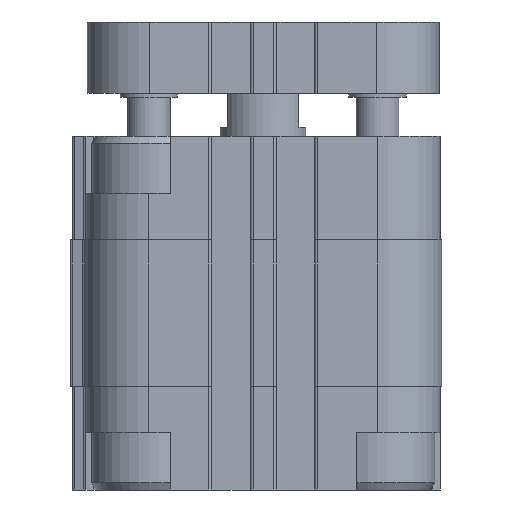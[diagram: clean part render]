
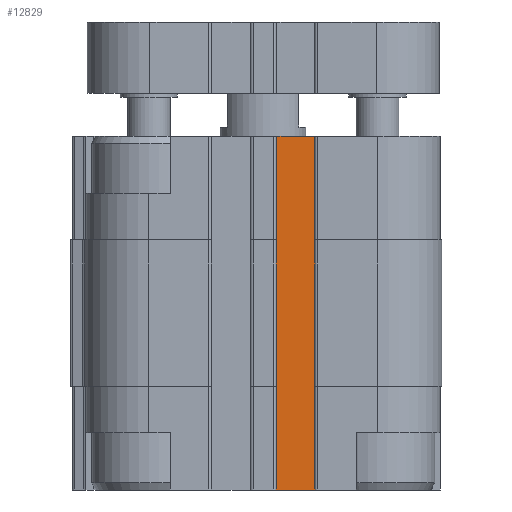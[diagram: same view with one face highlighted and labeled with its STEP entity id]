
A CAD part, left-side view. The second image highlights one B-rep face of the part: STEP entity #12829.
In plain terms, the highlighted face is planar.
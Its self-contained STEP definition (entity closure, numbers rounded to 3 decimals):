
#70=LINE('',#19298,#1250);
#312=LINE('',#20102,#1492);
#313=LINE('',#20104,#1493);
#314=LINE('',#20106,#1494);
#1250=VECTOR('',#14964,1000.);
#1492=VECTOR('',#15654,1000.);
#1493=VECTOR('',#15657,1000.);
#1494=VECTOR('',#15658,1000.);
#2455=PLANE('',#13782);
#3924=ORIENTED_EDGE('',*,*,#7257,.F.);
#3925=ORIENTED_EDGE('',*,*,#7648,.F.);
#3926=ORIENTED_EDGE('',*,*,#7649,.T.);
#3927=ORIENTED_EDGE('',*,*,#7650,.T.);
#7257=EDGE_CURVE('',#9170,#9171,#70,.T.);
#7648=EDGE_CURVE('',#9508,#9170,#312,.T.);
#7649=EDGE_CURVE('',#9508,#9509,#313,.T.);
#7650=EDGE_CURVE('',#9509,#9171,#314,.T.);
#9170=VERTEX_POINT('',#19297);
#9171=VERTEX_POINT('',#19299);
#9508=VERTEX_POINT('',#20101);
#9509=VERTEX_POINT('',#20105);
#10991=EDGE_LOOP('',(#3924,#3925,#3926,#3927));
#11893=FACE_BOUND('',#10991,.T.);
#12829=ADVANCED_FACE('',(#11893),#2455,.T.);
#13782=AXIS2_PLACEMENT_3D('',#20103,#15655,#15656);
#14964=DIRECTION('',(0.,1.,0.));
#15654=DIRECTION('',(0.,0.,1.));
#15655=DIRECTION('',(1.,0.,0.));
#15656=DIRECTION('',(0.,0.,-1.));
#15657=DIRECTION('',(0.,1.,0.));
#15658=DIRECTION('',(0.,0.,1.));
#19297=CARTESIAN_POINT('',(19.9,1.5,0.));
#19298=CARTESIAN_POINT('',(19.9,1.5,0.));
#19299=CARTESIAN_POINT('',(19.9,7.5,0.));
#20101=CARTESIAN_POINT('',(19.9,1.5,-49.5));
#20102=CARTESIAN_POINT('',(19.9,1.5,-14.5));
#20103=CARTESIAN_POINT('',(19.9,1.5,-14.5));
#20104=CARTESIAN_POINT('',(19.9,1.5,-49.5));
#20105=CARTESIAN_POINT('',(19.9,7.5,-49.5));
#20106=CARTESIAN_POINT('',(19.9,7.5,-14.5));
